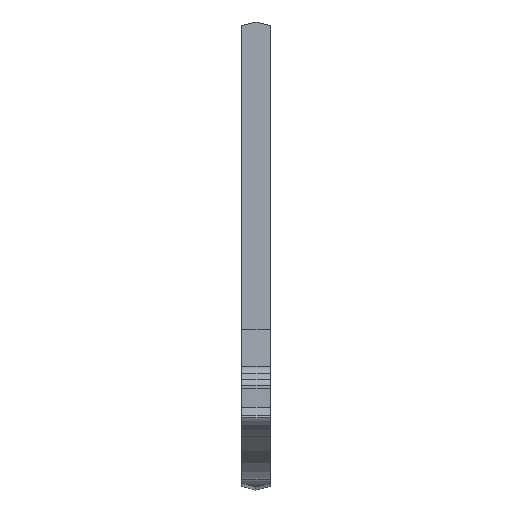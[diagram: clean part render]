
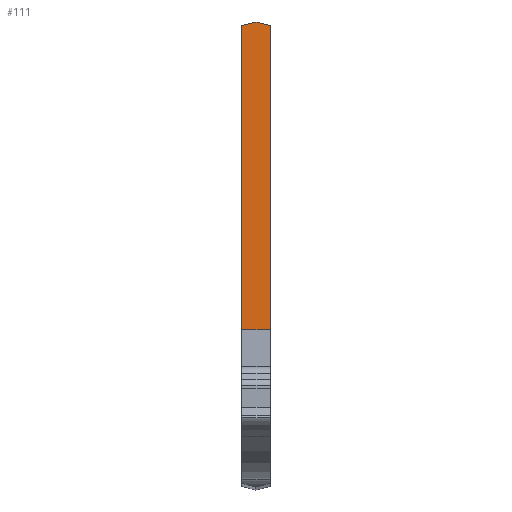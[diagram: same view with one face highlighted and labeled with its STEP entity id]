
A CAD part, top view. The second image highlights one B-rep face of the part: STEP entity #111.
In plain terms, the highlighted planar face has unit normal (0, 0, 1).
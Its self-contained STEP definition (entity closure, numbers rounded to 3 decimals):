
#111=ADVANCED_FACE('',(#189),#152,.T.);
#152=PLANE('',#1069);
#189=FACE_OUTER_BOUND('',#237,.T.);
#237=EDGE_LOOP('',(#437,#438,#439,#440,#441));
#437=ORIENTED_EDGE('',*,*,#636,.T.);
#438=ORIENTED_EDGE('',*,*,#747,.T.);
#439=ORIENTED_EDGE('',*,*,#745,.T.);
#440=ORIENTED_EDGE('',*,*,#748,.F.);
#441=ORIENTED_EDGE('',*,*,#662,.T.);
#543=VERTEX_POINT('',#1390);
#545=VERTEX_POINT('',#1393);
#569=VERTEX_POINT('',#1445);
#632=VERTEX_POINT('',#1608);
#633=VERTEX_POINT('',#1610);
#636=EDGE_CURVE('',#545,#543,#774,.T.);
#662=EDGE_CURVE('',#569,#545,#788,.T.);
#745=EDGE_CURVE('',#633,#632,#845,.T.);
#747=EDGE_CURVE('',#543,#633,#847,.T.);
#748=EDGE_CURVE('',#569,#632,#848,.T.);
#774=LINE('',#1392,#872);
#788=LINE('',#1444,#886);
#845=LINE('',#1609,#943);
#847=LINE('',#1613,#945);
#848=LINE('',#1615,#946);
#872=VECTOR('',#1108,1.);
#886=VECTOR('',#1150,1.);
#943=VECTOR('',#1295,1.);
#945=VECTOR('',#1299,1.);
#946=VECTOR('',#1302,1.);
#1069=AXIS2_PLACEMENT_3D('',#1616,#1303,#1304);
#1108=DIRECTION('',(-0.966,0.259,0.));
#1150=DIRECTION('',(0.,1.,0.));
#1295=DIRECTION('',(0.,-1.,0.));
#1299=DIRECTION('',(-0.966,-0.259,0.));
#1302=DIRECTION('',(-1.,0.,0.));
#1303=DIRECTION('',(0.,0.,1.));
#1304=DIRECTION('',(0.,-1.,0.));
#1390=CARTESIAN_POINT('',(-0.775,25.79,0.));
#1392=CARTESIAN_POINT('',(0.,25.582,0.));
#1393=CARTESIAN_POINT('',(0.,25.582,0.));
#1444=CARTESIAN_POINT('',(0.,8.838,0.));
#1445=CARTESIAN_POINT('',(0.,8.838,0.));
#1608=CARTESIAN_POINT('',(-1.55,8.838,0.));
#1609=CARTESIAN_POINT('',(-1.55,25.582,0.));
#1610=CARTESIAN_POINT('',(-1.55,25.582,0.));
#1613=CARTESIAN_POINT('',(-0.775,25.79,0.));
#1615=CARTESIAN_POINT('',(0.,8.838,0.));
#1616=CARTESIAN_POINT('',(-0.775,17.314,0.));
